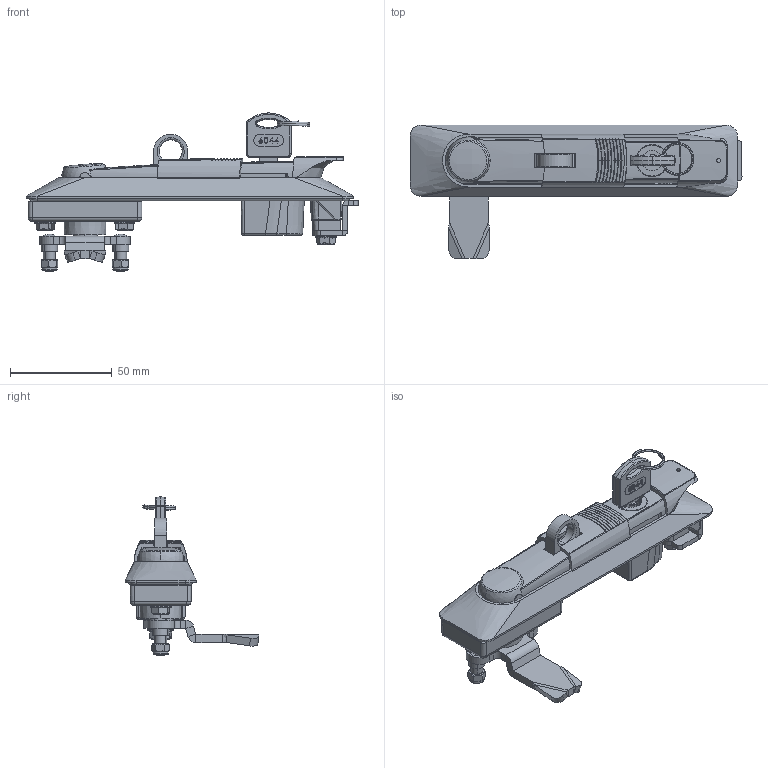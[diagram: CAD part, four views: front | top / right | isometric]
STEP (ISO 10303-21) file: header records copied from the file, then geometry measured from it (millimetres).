
FILE_DESCRIPTION (( 'STEP AP203' ), '1' );
FILE_NAME ('KI41.2.01.14.STEP', '2022-04-28T07:01:33', ( '' ), ( '' ), 'SwSTEP 2.0', 'SolidWorks 2021', '' );
FILE_SCHEMA (( 'CONFIG_CONTROL_DESIGN' ));
Products named in the file (1): KI41.2.01.14
Bounding box: 163.2 x 65.78 x 77.8 mm (x, y, z)
Surface area: 42466.8 mm2 (no closed solid volume)
Topology: 0 solids, 51 shells, 907 faces, 2927 edges, 2025 vertices
Faces by surface type: plane 374, bspline 180, cylinder 158, torus 96, cone 76, sphere 23
Entity records: 43509 total; most frequent: CARTESIAN_POINT 20528, ORIENTED_EDGE 4793, DIRECTION 4014, EDGE_CURVE 2921, VERTEX_POINT 2021, AXIS2_PLACEMENT_3D 1432, VECTOR 1150, LINE 1150
